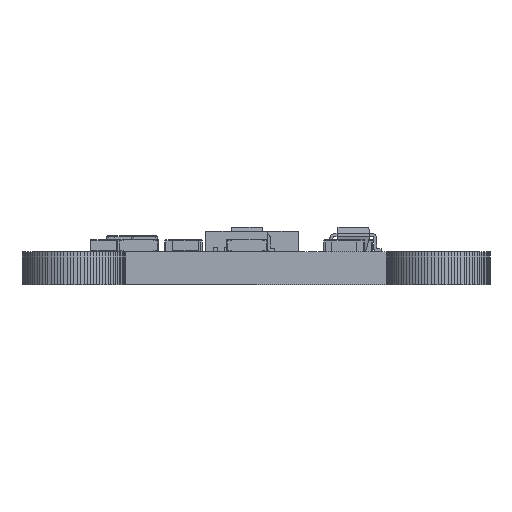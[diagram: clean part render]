
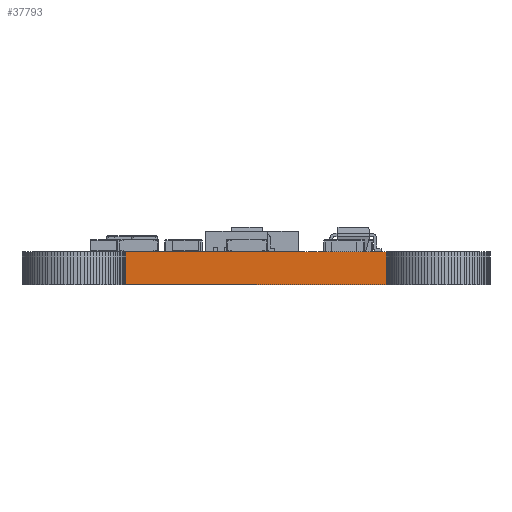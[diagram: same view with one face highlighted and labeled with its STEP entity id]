
A CAD part, left-side view. The second image highlights one B-rep face of the part: STEP entity #37793.
In plain terms, the highlighted planar face has unit normal (-1, 0, 0).
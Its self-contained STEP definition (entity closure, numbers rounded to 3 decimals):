
#3046=FACE_OUTER_BOUND('',#4913,.T.);
#4913=EDGE_LOOP('',(#31331,#31332,#31333,#31334));
#7885=LINE('',#57370,#12911);
#7933=LINE('',#57471,#12959);
#8167=LINE('',#57916,#13193);
#8168=LINE('',#57917,#13194);
#12911=VECTOR('',#46987,10.);
#12959=VECTOR('',#47065,10.);
#13193=VECTOR('',#47469,10.);
#13194=VECTOR('',#47470,10.);
#17632=VERTEX_POINT('',#57367);
#17633=VERTEX_POINT('',#57369);
#17670=VERTEX_POINT('',#57469);
#17671=VERTEX_POINT('',#57470);
#22732=EDGE_CURVE('',#17633,#17632,#7885,.T.);
#22780=EDGE_CURVE('',#17670,#17671,#7933,.T.);
#23014=EDGE_CURVE('',#17670,#17632,#8167,.T.);
#23015=EDGE_CURVE('',#17633,#17671,#8168,.T.);
#31331=ORIENTED_EDGE('',*,*,#23014,.F.);
#31332=ORIENTED_EDGE('',*,*,#22780,.T.);
#31333=ORIENTED_EDGE('',*,*,#23015,.F.);
#31334=ORIENTED_EDGE('',*,*,#22732,.T.);
#35955=PLANE('',#40363);
#37793=ADVANCED_FACE('',(#3046),#35955,.T.);
#40363=AXIS2_PLACEMENT_3D('',#57915,#47467,#47468);
#46987=DIRECTION('',(0.,0.,-1.));
#47065=DIRECTION('',(0.,0.,1.));
#47467=DIRECTION('center_axis',(-1.,0.,0.));
#47468=DIRECTION('ref_axis',(0.,1.,0.));
#47469=DIRECTION('',(0.,1.,0.));
#47470=DIRECTION('',(0.,-1.,0.));
#57367=CARTESIAN_POINT('',(5.339,17.78,0.));
#57369=CARTESIAN_POINT('',(5.339,17.78,1.6));
#57370=CARTESIAN_POINT('',(5.339,17.78,1.6));
#57469=CARTESIAN_POINT('',(5.339,5.08,0.));
#57470=CARTESIAN_POINT('',(5.339,5.08,1.6));
#57471=CARTESIAN_POINT('',(5.339,5.08,0.));
#57915=CARTESIAN_POINT('Origin',(5.339,17.78,1.6));
#57916=CARTESIAN_POINT('',(5.339,5.08,0.));
#57917=CARTESIAN_POINT('',(5.339,17.78,1.6));
